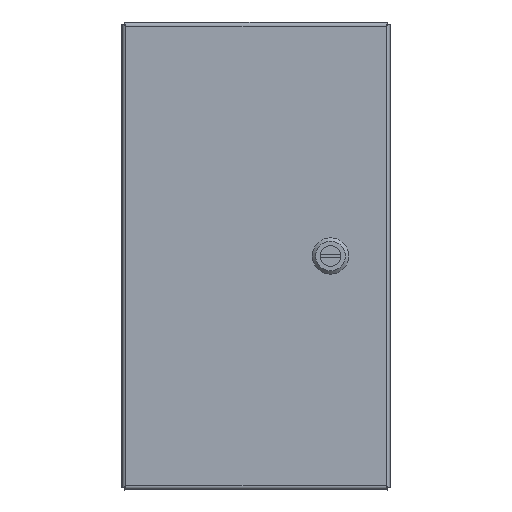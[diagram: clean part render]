
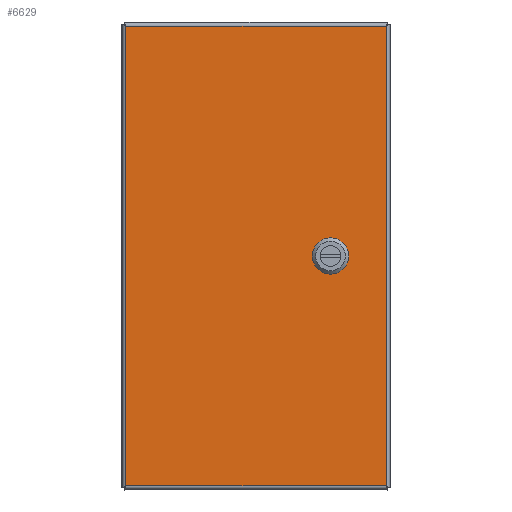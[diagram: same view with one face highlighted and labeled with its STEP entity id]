
A CAD part, front view. The second image highlights one B-rep face of the part: STEP entity #6629.
In plain terms, the highlighted planar face has unit normal (0, -1, 0).
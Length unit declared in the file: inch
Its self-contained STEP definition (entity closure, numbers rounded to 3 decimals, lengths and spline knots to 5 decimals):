
#40 = ORIENTED_EDGE ( 'NONE', *, *, #11230, .T. ) ;
#290 = VECTOR ( 'NONE', #14333, 39.37008 ) ;
#441 = CARTESIAN_POINT ( 'NONE',  ( 3.947, -1.796, -14.0665 ) ) ;
#782 = VECTOR ( 'NONE', #14829, 39.37008 ) ;
#1111 = VECTOR ( 'NONE', #19071, 39.37008 ) ;
#1143 = CARTESIAN_POINT ( 'NONE',  ( -3.946, -1.796, -0.1235 ) ) ;
#1244 = CARTESIAN_POINT ( 'NONE',  ( -3.946, -1.796, -14.0665 ) ) ;
#1793 = CARTESIAN_POINT ( 'NONE',  ( 1.8635, -1.796, -6.864 ) ) ;
#2323 = EDGE_CURVE ( 'NONE', #20916, #8998, #2751, .T. ) ;
#2528 = EDGE_CURVE ( 'NONE', #19145, #15837, #3722, .T. ) ;
#2544 = VECTOR ( 'NONE', #11718, 39.37008 ) ;
#2594 = ORIENTED_EDGE ( 'NONE', *, *, #2528, .T. ) ;
#2659 = LINE ( 'NONE', #12750, #16222 ) ;
#2720 = CARTESIAN_POINT ( 'NONE',  ( 2.028, -1.796, -6.6995 ) ) ;
#2751 = LINE ( 'NONE', #1244, #2955 ) ;
#2765 = CARTESIAN_POINT ( 'NONE',  ( 2.028, -1.796, -7.4905 ) ) ;
#2948 = EDGE_CURVE ( 'NONE', #15301, #19145, #10259, .T. ) ;
#2955 = VECTOR ( 'NONE', #14454, 39.37008 ) ;
#3450 = EDGE_CURVE ( 'NONE', #14100, #15301, #14610, .T. ) ;
#3722 = LINE ( 'NONE', #20579, #17793 ) ;
#3797 = ORIENTED_EDGE ( 'NONE', *, *, #17742, .T. ) ;
#4336 = ORIENTED_EDGE ( 'NONE', *, *, #14027, .T. ) ;
#4428 = DIRECTION ( 'NONE',  ( 0., -1., 0. ) ) ;
#4807 = EDGE_CURVE ( 'NONE', #7216, #7069, #9354, .T. ) ;
#5220 = ORIENTED_EDGE ( 'NONE', *, *, #10206, .T. ) ;
#6053 = DIRECTION ( 'NONE',  ( 0., 0., -1. ) ) ;
#6547 = CARTESIAN_POINT ( 'NONE',  ( 2.49, -1.796, -6.6995 ) ) ;
#6629 = ADVANCED_FACE ( 'NONE', ( #17508, #14594 ), #9300, .T. ) ;
#6654 = CARTESIAN_POINT ( 'NONE',  ( 2.6545, -1.796, -7.326 ) ) ;
#7069 = VERTEX_POINT ( 'NONE', #21041 ) ;
#7198 = EDGE_LOOP ( 'NONE', ( #40, #4336, #16146, #13559 ) ) ;
#7216 = VERTEX_POINT ( 'NONE', #15610 ) ;
#7432 = DIRECTION ( 'NONE',  ( -1., 0., 0. ) ) ;
#7456 = DIRECTION ( 'NONE',  ( -1., 0., 0. ) ) ;
#8338 = CARTESIAN_POINT ( 'NONE',  ( -3.946, -1.796, -14.0665 ) ) ;
#8998 = VERTEX_POINT ( 'NONE', #8338 ) ;
#9031 = ORIENTED_EDGE ( 'NONE', *, *, #4807, .T. ) ;
#9069 = CARTESIAN_POINT ( 'NONE',  ( 3.947, -1.796, -14.0665 ) ) ;
#9300 = PLANE ( 'NONE',  #12300 ) ;
#9354 = LINE ( 'NONE', #12415, #290 ) ;
#9453 = CARTESIAN_POINT ( 'NONE',  ( -3.946, -1.796, -0.1235 ) ) ;
#9706 = DIRECTION ( 'NONE',  ( 0., 0., -1. ) ) ;
#9792 = VECTOR ( 'NONE', #7432, 39.37008 ) ;
#10013 = DIRECTION ( 'NONE',  ( 1., 0., 0. ) ) ;
#10087 = CARTESIAN_POINT ( 'NONE',  ( 2.6545, -1.796, -7.326 ) ) ;
#10206 = EDGE_CURVE ( 'NONE', #7069, #21185, #2659, .T. ) ;
#10259 = LINE ( 'NONE', #1793, #19188 ) ;
#10436 = DIRECTION ( 'NONE',  ( 0.707, 0., 0.707 ) ) ;
#10605 = LINE ( 'NONE', #9069, #15897 ) ;
#10865 = CARTESIAN_POINT ( 'NONE',  ( -3.946, -1.796, -14.0665 ) ) ;
#10880 = VECTOR ( 'NONE', #10013, 39.37008 ) ;
#10958 = EDGE_LOOP ( 'NONE', ( #12824, #2594, #3797, #9031, #5220, #12806, #15269, #11569 ) ) ;
#11230 = EDGE_CURVE ( 'NONE', #17187, #16105, #10605, .T. ) ;
#11569 = ORIENTED_EDGE ( 'NONE', *, *, #3450, .T. ) ;
#11718 = DIRECTION ( 'NONE',  ( -0.707, 0., -0.707 ) ) ;
#12210 = CARTESIAN_POINT ( 'NONE',  ( 1.8635, -1.796, -6.864 ) ) ;
#12300 = AXIS2_PLACEMENT_3D ( 'NONE', #20854, #4428, #6053 ) ;
#12415 = CARTESIAN_POINT ( 'NONE',  ( 2.49, -1.796, -6.6995 ) ) ;
#12750 = CARTESIAN_POINT ( 'NONE',  ( 2.6545, -1.796, -7.326 ) ) ;
#12806 = ORIENTED_EDGE ( 'NONE', *, *, #19976, .T. ) ;
#12824 = ORIENTED_EDGE ( 'NONE', *, *, #2948, .T. ) ;
#13118 = CARTESIAN_POINT ( 'NONE',  ( 1.8635, -1.796, -7.326 ) ) ;
#13559 = ORIENTED_EDGE ( 'NONE', *, *, #18242, .T. ) ;
#14027 = EDGE_CURVE ( 'NONE', #16105, #20916, #15768, .T. ) ;
#14100 = VERTEX_POINT ( 'NONE', #2765 ) ;
#14333 = DIRECTION ( 'NONE',  ( 0.707, 0., -0.707 ) ) ;
#14454 = DIRECTION ( 'NONE',  ( 0., 0., -1. ) ) ;
#14594 = FACE_BOUND ( 'NONE', #10958, .T. ) ;
#14610 = LINE ( 'NONE', #13118, #782 ) ;
#14729 = CARTESIAN_POINT ( 'NONE',  ( 3.947, -1.796, -0.1235 ) ) ;
#14770 = VERTEX_POINT ( 'NONE', #19460 ) ;
#14829 = DIRECTION ( 'NONE',  ( -0.707, 0., 0.707 ) ) ;
#15269 = ORIENTED_EDGE ( 'NONE', *, *, #19159, .T. ) ;
#15301 = VERTEX_POINT ( 'NONE', #17813 ) ;
#15447 = LINE ( 'NONE', #18586, #9792 ) ;
#15610 = CARTESIAN_POINT ( 'NONE',  ( 2.49, -1.796, -6.6995 ) ) ;
#15768 = LINE ( 'NONE', #1143, #21227 ) ;
#15837 = VERTEX_POINT ( 'NONE', #2720 ) ;
#15897 = VECTOR ( 'NONE', #17179, 39.37008 ) ;
#16030 = LINE ( 'NONE', #10865, #1111 ) ;
#16105 = VERTEX_POINT ( 'NONE', #14729 ) ;
#16146 = ORIENTED_EDGE ( 'NONE', *, *, #2323, .T. ) ;
#16222 = VECTOR ( 'NONE', #9706, 39.37008 ) ;
#16701 = LINE ( 'NONE', #6547, #10880 ) ;
#17179 = DIRECTION ( 'NONE',  ( 0., 0., 1. ) ) ;
#17187 = VERTEX_POINT ( 'NONE', #441 ) ;
#17508 = FACE_OUTER_BOUND ( 'NONE', #7198, .T. ) ;
#17742 = EDGE_CURVE ( 'NONE', #15837, #7216, #16701, .T. ) ;
#17793 = VECTOR ( 'NONE', #10436, 39.37008 ) ;
#17813 = CARTESIAN_POINT ( 'NONE',  ( 1.8635, -1.796, -7.326 ) ) ;
#18189 = LINE ( 'NONE', #10087, #2544 ) ;
#18242 = EDGE_CURVE ( 'NONE', #8998, #17187, #16030, .T. ) ;
#18586 = CARTESIAN_POINT ( 'NONE',  ( 2.028, -1.796, -7.4905 ) ) ;
#19071 = DIRECTION ( 'NONE',  ( 1., 0., 0. ) ) ;
#19145 = VERTEX_POINT ( 'NONE', #12210 ) ;
#19159 = EDGE_CURVE ( 'NONE', #14770, #14100, #15447, .T. ) ;
#19188 = VECTOR ( 'NONE', #20078, 39.37008 ) ;
#19460 = CARTESIAN_POINT ( 'NONE',  ( 2.49, -1.796, -7.4905 ) ) ;
#19976 = EDGE_CURVE ( 'NONE', #21185, #14770, #18189, .T. ) ;
#20078 = DIRECTION ( 'NONE',  ( 0., 0., 1. ) ) ;
#20579 = CARTESIAN_POINT ( 'NONE',  ( 2.028, -1.796, -6.6995 ) ) ;
#20854 = CARTESIAN_POINT ( 'NONE',  ( -3.946, -1.796, -14.0665 ) ) ;
#20916 = VERTEX_POINT ( 'NONE', #9453 ) ;
#21041 = CARTESIAN_POINT ( 'NONE',  ( 2.6545, -1.796, -6.864 ) ) ;
#21185 = VERTEX_POINT ( 'NONE', #6654 ) ;
#21227 = VECTOR ( 'NONE', #7456, 39.37008 ) ;
